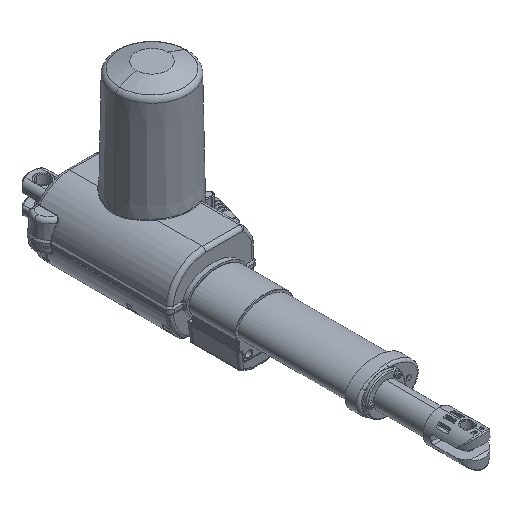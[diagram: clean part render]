
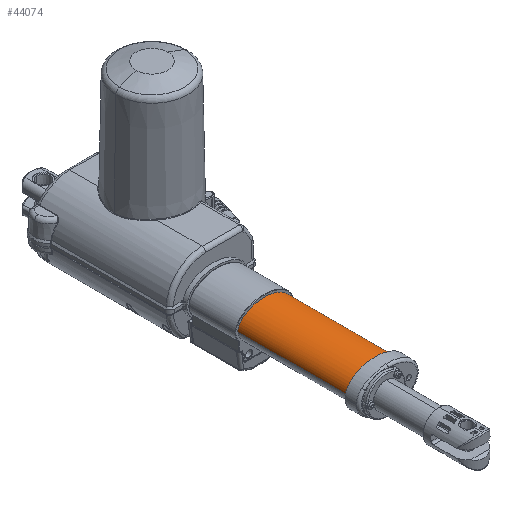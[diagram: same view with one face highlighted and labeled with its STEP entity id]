
A CAD part, isometric view. The second image highlights one B-rep face of the part: STEP entity #44074.
In plain terms, the highlighted free-form (B-spline) face has degree [3, 1] with [4, 2] control points.
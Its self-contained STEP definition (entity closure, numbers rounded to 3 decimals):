
#1030 = EDGE_CURVE ( 'NONE', #20866, #48706, #72916, .T. ) ;
#1842 = CARTESIAN_POINT ( 'NONE',  ( 8.15, -123.5, 0. ) ) ;
#2657 = CARTESIAN_POINT ( 'NONE',  ( -41.85, -123.5, 32. ) ) ;
#3257 =( BOUNDED_CURVE ( )  B_SPLINE_CURVE ( 3, ( #13517, #66250, #2657, #43078 ),
 .UNSPECIFIED., .F., .T. ) 
 B_SPLINE_CURVE_WITH_KNOTS ( ( 4, 4 ),
 ( 3.142, 6.283 ),
 .UNSPECIFIED. ) 
 CURVE ( )  GEOMETRIC_REPRESENTATION_ITEM ( )  RATIONAL_B_SPLINE_CURVE ( ( 1., 0.333, 0.333, 1. ) ) 
 REPRESENTATION_ITEM ( '' )  );
#4608 = EDGE_CURVE ( 'NONE', #33120, #71185, #16645, .T. ) ;
#5101 = CARTESIAN_POINT ( 'NONE',  ( -41.85, -229.173, 0. ) ) ;
#7637 = CARTESIAN_POINT ( 'NONE',  ( 8.15, -123.5, 32. ) ) ;
#8479 = ORIENTED_EDGE ( 'NONE', *, *, #4608, .T. ) ;
#8595 = CARTESIAN_POINT ( 'NONE',  ( -41.85, -123.5, 0. ) ) ;
#10917 = CARTESIAN_POINT ( 'NONE',  ( 8.15, -229.173, 32. ) ) ;
#11351 = VECTOR ( 'NONE', #62730, 1000. ) ;
#11757 = ORIENTED_EDGE ( 'NONE', *, *, #1030, .F. ) ;
#13213 = FACE_OUTER_BOUND ( 'NONE', #52211, .T. ) ;
#13448 = CARTESIAN_POINT ( 'NONE',  ( -41.85, -123.5, 32. ) ) ;
#13513 = CARTESIAN_POINT ( 'NONE',  ( 8.15, -238.173, 0. ) ) ;
#13517 = CARTESIAN_POINT ( 'NONE',  ( 8.15, -123.5, 0. ) ) ;
#16645 = LINE ( 'NONE', #13513, #43762 ) ;
#19265 = CARTESIAN_POINT ( 'NONE',  ( -41.85, -123.5, 0. ) ) ;
#20866 = VERTEX_POINT ( 'NONE', #74640 ) ;
#22027 = EDGE_CURVE ( 'NONE', #20866, #33120, #36609, .T. ) ;
#31148 = CARTESIAN_POINT ( 'NONE',  ( -41.85, -238.173, 0. ) ) ;
#33120 = VERTEX_POINT ( 'NONE', #39916 ) ;
#36609 =( BOUNDED_CURVE ( )  B_SPLINE_CURVE ( 3, ( #5101, #74445, #10917, #51357 ),
 .UNSPECIFIED., .F., .T. ) 
 B_SPLINE_CURVE_WITH_KNOTS ( ( 4, 4 ),
 ( 0., 3.142 ),
 .UNSPECIFIED. ) 
 CURVE ( )  GEOMETRIC_REPRESENTATION_ITEM ( )  RATIONAL_B_SPLINE_CURVE ( ( 1., 0.333, 0.333, 1. ) ) 
 REPRESENTATION_ITEM ( '' )  );
#39525 = DIRECTION ( 'NONE',  ( 0., 1., 0. ) ) ;
#39916 = CARTESIAN_POINT ( 'NONE',  ( 8.15, -229.173, 0. ) ) ;
#42267 = CARTESIAN_POINT ( 'NONE',  ( 8.15, -229.173, 32. ) ) ;
#42283 = ORIENTED_EDGE ( 'NONE', *, *, #22027, .T. ) ;
#43078 = CARTESIAN_POINT ( 'NONE',  ( -41.85, -123.5, 0. ) ) ;
#43762 = VECTOR ( 'NONE', #39525, 1000. ) ;
#44074 = ADVANCED_FACE ( 'NONE', ( #13213 ), #62022, .F. ) ;
#48066 = CARTESIAN_POINT ( 'NONE',  ( -41.85, -229.173, 32. ) ) ;
#48706 = VERTEX_POINT ( 'NONE', #8595 ) ;
#48896 = CARTESIAN_POINT ( 'NONE',  ( 8.15, -123.5, 0. ) ) ;
#51357 = CARTESIAN_POINT ( 'NONE',  ( 8.15, -229.173, 0. ) ) ;
#52211 = EDGE_LOOP ( 'NONE', ( #42283, #8479, #61094, #11757 ) ) ;
#53932 = CARTESIAN_POINT ( 'NONE',  ( -41.85, -229.173, 0. ) ) ;
#61086 = EDGE_CURVE ( 'NONE', #71185, #48706, #3257, .T. ) ;
#61094 = ORIENTED_EDGE ( 'NONE', *, *, #61086, .T. ) ;
#62022 =( BOUNDED_SURFACE ( )  B_SPLINE_SURFACE ( 3, 1, ( 
 ( #65181, #1842 ),
 ( #42267, #7637 ),
 ( #48066, #13448 ),
 ( #53932, #19265 ) ),
 .UNSPECIFIED., .F., .F., .T. ) 
 B_SPLINE_SURFACE_WITH_KNOTS ( ( 4, 4 ),
 ( 2, 2 ),
 ( 0., 1. ),
 ( 0., 1. ),
 .UNSPECIFIED. ) 
 GEOMETRIC_REPRESENTATION_ITEM ( )  RATIONAL_B_SPLINE_SURFACE ( (
 ( 1., 1.),
 ( 0.333, 0.333),
 ( 0.333, 0.333),
 ( 1., 1.) ) ) 
 REPRESENTATION_ITEM ( '' )  SURFACE ( )  );
#62730 = DIRECTION ( 'NONE',  ( 0., 1., 0. ) ) ;
#65181 = CARTESIAN_POINT ( 'NONE',  ( 8.15, -229.173, 0. ) ) ;
#66250 = CARTESIAN_POINT ( 'NONE',  ( 8.15, -123.5, 32. ) ) ;
#71185 = VERTEX_POINT ( 'NONE', #48896 ) ;
#72916 = LINE ( 'NONE', #31148, #11351 ) ;
#74445 = CARTESIAN_POINT ( 'NONE',  ( -41.85, -229.173, 32. ) ) ;
#74640 = CARTESIAN_POINT ( 'NONE',  ( -41.85, -229.173, 0. ) ) ;
